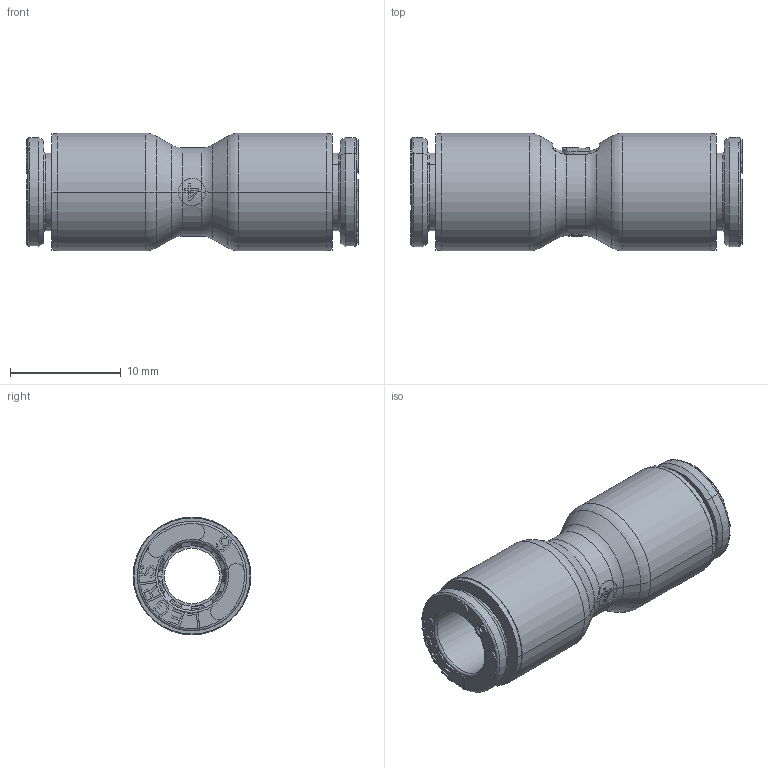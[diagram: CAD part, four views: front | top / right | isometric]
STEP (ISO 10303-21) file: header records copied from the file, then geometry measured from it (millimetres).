
FILE_DESCRIPTION(('STEP AP214'),'1');
FILE_NAME('6806_06_00.stp','2016-07-07T14:41:38',('TraceParts'),('TraceParts S.A.'),'Spatial InterOp 3D',' ',' ');
FILE_SCHEMA(('automotive_design'));
Length unit declared in the file: millimetre
Products named in the file (11): V806-06-00_ASM|Next assembly relationship#44106-64_ASM|Next assembly relationship#44106-26;44106-26; V806-06-00_ASM|Next assembly relationship#44106-64_ASM|Next assembly relationship#44106;44106; V806-06-00_ASM|Next assembly relationship#44106-64_ASM|Next assembly relationship#44106-27;44106-27; V806-06-00_ASM|Next assembly relationship#44106-64_ASM|Next assembly relationship#44126-20;44126-20; V806-06-00_ASM|Next assembly relationship#44516-06;44516-06; V806-06-00_ASM|Next assembly relationship#44106-11-10-ASM;44106-11-10-ASM
Bounding box: 30.04 x 10.65 x 10.65 mm (x, y, z)
Volume: 1330.7 mm3; surface area: 3755.5 mm2
Topology: 11 solids, 11 shells, 1224 faces, 3204 edges, 2028 vertices
Faces by surface type: plane 600, cylinder 200, cone 162, torus 150, bspline 108, sphere 4
Entity records: 41908 total; most frequent: CARTESIAN_POINT 12103, ORIENTED_EDGE 6400, DIRECTION 5914, EDGE_CURVE 3200, VERTEX_POINT 2028, AXIS2_PLACEMENT_3D 2020, LINE 1874, VECTOR 1874
